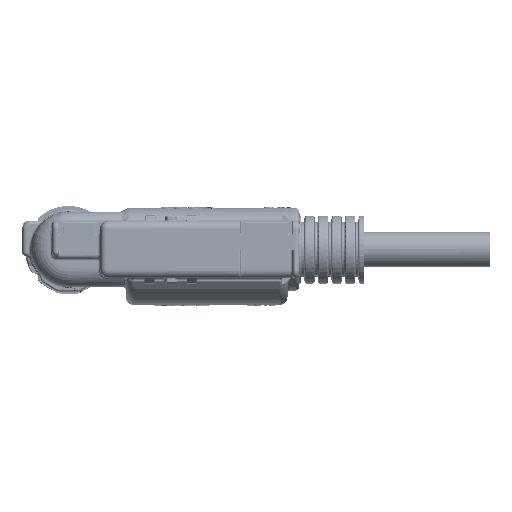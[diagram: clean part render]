
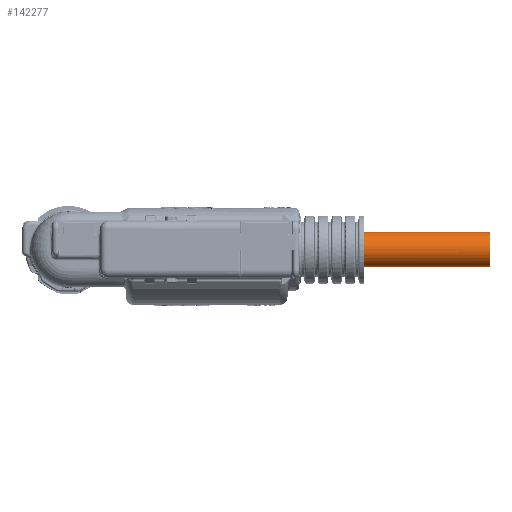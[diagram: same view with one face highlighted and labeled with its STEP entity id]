
A CAD part, front view. The second image highlights one B-rep face of the part: STEP entity #142277.
In plain terms, the highlighted cylindrical face has radius 4 mm (diameter 8 mm), a partial arc.
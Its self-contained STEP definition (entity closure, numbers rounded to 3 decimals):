
#142170=AXIS2_PLACEMENT_3D('Circle Axis2P3D',#142168,#142169,$) ;
#142217=AXIS2_PLACEMENT_3D('Circle Axis2P3D',#142215,#142216,$) ;
#142237=AXIS2_PLACEMENT_3D('Cylinder Axis2P3D',#142234,#142235,#142236) ;
#142163=CARTESIAN_POINT('Vertex',(33.25,-4.,0.)) ;
#142168=CARTESIAN_POINT('Axis2P3D Location',(33.25,0.,0.)) ;
#142172=CARTESIAN_POINT('Vertex',(33.25,0.,4.)) ;
#142212=CARTESIAN_POINT('Vertex',(33.25,0.,-4.)) ;
#142215=CARTESIAN_POINT('Axis2P3D Location',(33.25,0.,0.)) ;
#142234=CARTESIAN_POINT('Axis2P3D Location',(68.25,0.,0.)) ;
#142239=CARTESIAN_POINT('Line Origine',(68.25,0.,4.)) ;
#142243=CARTESIAN_POINT('Vertex',(96.63,0.,4.)) ;
#142246=CARTESIAN_POINT('Line Origine',(68.25,0.,-4.)) ;
#142250=CARTESIAN_POINT('Vertex',(96.63,0.,-4.)) ;
#142254=CARTESIAN_POINT('Control Point',(96.63,0.,4.)) ;
#142255=CARTESIAN_POINT('Control Point',(96.63,-0.628,4.)) ;
#142256=CARTESIAN_POINT('Control Point',(96.63,-1.257,3.877)) ;
#142257=CARTESIAN_POINT('Control Point',(96.63,-1.853,3.63)) ;
#142258=CARTESIAN_POINT('Control Point',(96.63,-2.916,2.916)) ;
#142259=CARTESIAN_POINT('Control Point',(96.63,-3.63,1.853)) ;
#142260=CARTESIAN_POINT('Control Point',(96.63,-3.877,1.257)) ;
#142261=CARTESIAN_POINT('Control Point',(96.63,-4.123,0.)) ;
#142262=CARTESIAN_POINT('Control Point',(96.63,-3.877,-1.257)) ;
#142263=CARTESIAN_POINT('Control Point',(96.63,-3.63,-1.853)) ;
#142264=CARTESIAN_POINT('Control Point',(96.63,-2.916,-2.916)) ;
#142265=CARTESIAN_POINT('Control Point',(96.63,-1.853,-3.63)) ;
#142266=CARTESIAN_POINT('Control Point',(96.63,-1.257,-3.877)) ;
#142267=CARTESIAN_POINT('Control Point',(96.63,-0.628,-4.)) ;
#142268=CARTESIAN_POINT('Control Point',(96.63,0.,-4.)) ;
#142169=DIRECTION('Axis2P3D Direction',(-1.,0.,0.)) ;
#142216=DIRECTION('Axis2P3D Direction',(-1.,0.,0.)) ;
#142235=DIRECTION('Axis2P3D Direction',(1.,0.,0.)) ;
#142236=DIRECTION('Axis2P3D XDirection',(0.,0.,1.)) ;
#142240=DIRECTION('Vector Direction',(1.,0.,0.)) ;
#142247=DIRECTION('Vector Direction',(1.,0.,0.)) ;
#142241=VECTOR('Line Direction',#142240,1.) ;
#142248=VECTOR('Line Direction',#142247,1.) ;
#142271=ORIENTED_EDGE('',*,*,#142245,.T.) ;
#142272=ORIENTED_EDGE('',*,*,#142174,.F.) ;
#142273=ORIENTED_EDGE('',*,*,#142219,.F.) ;
#142274=ORIENTED_EDGE('',*,*,#142252,.F.) ;
#142275=ORIENTED_EDGE('',*,*,#142269,.T.) ;
#142277=ADVANCED_FACE('PA-Tube 8x1',(#142276),#142238,.T.) ;
#142253=B_SPLINE_CURVE_WITH_KNOTS('',5,(#142254,#142255,#142256,#142257,#142258,#142259,#142260,#142261,#142262,#142263,#142264,#142265,#142266,#142267,#142268),.UNSPECIFIED.,.F.,.U.,(6,3,3,3,6),(-6.283,-3.142,0.,3.142,6.283),.UNSPECIFIED.) ;
#142171=CIRCLE('generated circle',#142170,4.) ;
#142218=CIRCLE('generated circle',#142217,4.) ;
#142238=CYLINDRICAL_SURFACE('generated cylinder',#142237,4.) ;
#142174=EDGE_CURVE('',#142164,#142173,#142171,.T.) ;
#142219=EDGE_CURVE('',#142213,#142164,#142218,.T.) ;
#142245=EDGE_CURVE('',#142244,#142173,#142242,.F.) ;
#142252=EDGE_CURVE('',#142251,#142213,#142249,.F.) ;
#142269=EDGE_CURVE('',#142251,#142244,#142253,.F.) ;
#142270=EDGE_LOOP('',(#142271,#142272,#142273,#142274,#142275)) ;
#142276=FACE_OUTER_BOUND('',#142270,.T.) ;
#142242=LINE('Line',#142239,#142241) ;
#142249=LINE('Line',#142246,#142248) ;
#142164=VERTEX_POINT('',#142163) ;
#142173=VERTEX_POINT('',#142172) ;
#142213=VERTEX_POINT('',#142212) ;
#142244=VERTEX_POINT('',#142243) ;
#142251=VERTEX_POINT('',#142250) ;
